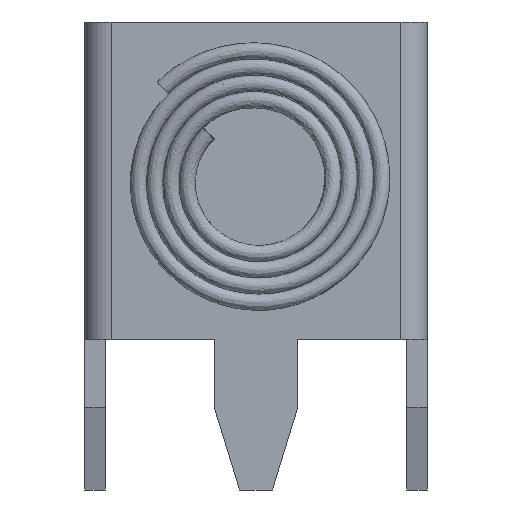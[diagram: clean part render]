
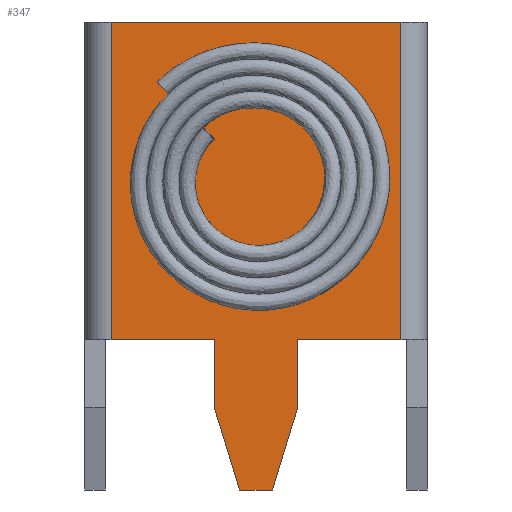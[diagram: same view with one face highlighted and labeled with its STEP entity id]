
A CAD part, front view. The second image highlights one B-rep face of the part: STEP entity #347.
In plain terms, the highlighted planar face has unit normal (0, -1, 0).
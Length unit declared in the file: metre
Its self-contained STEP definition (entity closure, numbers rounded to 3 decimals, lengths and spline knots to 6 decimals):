
#161 = EDGE_CURVE( '', #452, #453, #454, .T. );
#163 = EDGE_CURVE( '', #452, #453, #456, .T. );
#177 = EDGE_CURVE( '', #479, #480, #481, .T. );
#193 = EDGE_CURVE( '', #500, #507, #508, .T. );
#211 = EDGE_CURVE( '', #538, #487, #539, .T. );
#247 = EDGE_CURVE( '', #500, #479, #594, .T. );
#271 = EDGE_CURVE( '', #628, #504, #629, .T. );
#283 = EDGE_CURVE( '', #644, #538, #645, .T. );
#285 = EDGE_CURVE( '', #504, #644, #647, .T. );
#317 = EDGE_CURVE( '', #480, #628, #689, .T. );
#325 = EDGE_CURVE( '', #487, #699, #700, .T. );
#347 = ADVANCED_FACE( '', ( #726, #727 ), #728, .F. );
#385 = EDGE_CURVE( '', #507, #699, #775, .T. );
#452 = VERTEX_POINT( '', #840 );
#453 = VERTEX_POINT( '', #841 );
#454 = LINE( '', #842, #843 );
#456 = B_SPLINE_CURVE_WITH_KNOTS( '', 2, ( #846, #847, #848, #849, #850, #851, #852, #853, #854, #855, #856, #857, #858, #859, #860, #861, #862, #863, #864, #865, #866, #867, #868, #869, #870, #871, #872 ), .UNSPECIFIED., .F., .F., ( 3, 2, 2, 2, 2, 2, 2, 2, 2, 2, 2, 2, 2, 3 ), ( 0., 0.125, 0.25, 0.375, 0.4375, 0.5, 0.515625, 0.53125, 0.5625, 0.59375, 0.625, 0.75, 0.875, 1. ), .UNSPECIFIED. );
#479 = VERTEX_POINT( '', #902 );
#480 = VERTEX_POINT( '', #903 );
#481 = LINE( '', #904, #905 );
#487 = VERTEX_POINT( '', #912 );
#500 = VERTEX_POINT( '', #932 );
#504 = VERTEX_POINT( '', #937 );
#507 = VERTEX_POINT( '', #942 );
#508 = LINE( '', #943, #944 );
#538 = VERTEX_POINT( '', #989 );
#539 = LINE( '', #990, #991 );
#594 = LINE( '', #1060, #1061 );
#628 = VERTEX_POINT( '', #2029 );
#629 = LINE( '', #2030, #2031 );
#644 = VERTEX_POINT( '', #2053 );
#645 = LINE( '', #2054, #2055 );
#647 = LINE( '', #2058, #2059 );
#689 = LINE( '', #2122, #2123 );
#699 = VERTEX_POINT( '', #2138 );
#700 = LINE( '', #2139, #2140 );
#726 = FACE_OUTER_BOUND( '', #2182, .T. );
#727 = FACE_BOUND( '', #2183, .T. );
#728 = PLANE( '', #2184 );
#775 = LINE( '', #2261, #2262 );
#840 = CARTESIAN_POINT( '', ( -0.003002, 0.00025, 0.00787 ) );
#841 = CARTESIAN_POINT( '', ( -0.002655, 0.00025, 0.007509 ) );
#842 = CARTESIAN_POINT( '', ( -0.004581, 0.00025, 0.009512 ) );
#843 = VECTOR( '', #2350, 1. );
#846 = CARTESIAN_POINT( '', ( -0.003002, 0.00025, 0.00787 ) );
#847 = CARTESIAN_POINT( '', ( -0.002692, 0.00025, 0.008168 ) );
#848 = CARTESIAN_POINT( '', ( -0.002324, 0.00025, 0.008392 ) );
#849 = CARTESIAN_POINT( '', ( -0.001956, 0.00025, 0.008616 ) );
#850 = CARTESIAN_POINT( '', ( -0.001554, 0.00025, 0.008751 ) );
#851 = CARTESIAN_POINT( '', ( -0.001142, 0.00025, 0.008889 ) );
#852 = CARTESIAN_POINT( '', ( -0.000723, 0.00025, 0.008925 ) );
#853 = CARTESIAN_POINT( '', ( -0.000504, 0.00025, 0.008944 ) );
#854 = CARTESIAN_POINT( '', ( -0.000298, 0.00025, 0.008933 ) );
#855 = CARTESIAN_POINT( '', ( -0.000046, 0.00025, 0.008919 ) );
#856 = CARTESIAN_POINT( '', ( 0.000128, 0.00025, 0.008868 ) );
#857 = CARTESIAN_POINT( '', ( 0.000191, 0.00025, 0.00885 ) );
#858 = CARTESIAN_POINT( '', ( 0.000229, 0.00025, 0.00883 ) );
#859 = CARTESIAN_POINT( '', ( 0.00031, 0.00025, 0.008788 ) );
#860 = CARTESIAN_POINT( '', ( 0.000244, 0.00025, 0.008756 ) );
#861 = CARTESIAN_POINT( '', ( 0.000198, 0.00025, 0.008733 ) );
#862 = CARTESIAN_POINT( '', ( 0.000035, 0.00025, 0.008707 ) );
#863 = CARTESIAN_POINT( '', ( -0.000071, 0.00025, 0.008689 ) );
#864 = CARTESIAN_POINT( '', ( -0.000177, 0.00025, 0.008673 ) );
#865 = CARTESIAN_POINT( '', ( -0.000283, 0.00025, 0.008657 ) );
#866 = CARTESIAN_POINT( '', ( -0.00039, 0.00025, 0.008637 ) );
#867 = CARTESIAN_POINT( '', ( -0.000832, 0.00025, 0.008555 ) );
#868 = CARTESIAN_POINT( '', ( -0.001211, 0.00025, 0.008413 ) );
#869 = CARTESIAN_POINT( '', ( -0.001615, 0.00025, 0.008263 ) );
#870 = CARTESIAN_POINT( '', ( -0.001977, 0.00025, 0.008037 ) );
#871 = CARTESIAN_POINT( '', ( -0.002345, 0.00025, 0.007807 ) );
#872 = CARTESIAN_POINT( '', ( -0.002655, 0.00025, 0.007509 ) );
#902 = CARTESIAN_POINT( '', ( -0.004405, 0.00025, 0.000031 ) );
#903 = CARTESIAN_POINT( '', ( -0.00127, 0.00025, 0.000031 ) );
#904 = CARTESIAN_POINT( '', ( -0.004405, 0.00025, 0.000031 ) );
#905 = VECTOR( '', #2378, 1. );
#912 = CARTESIAN_POINT( '', ( 0.00127, 0.00025, 0.000031 ) );
#932 = CARTESIAN_POINT( '', ( -0.004405, 0.00025, 0.009681 ) );
#937 = CARTESIAN_POINT( '', ( -0.0005, 0.00025, -0.004539 ) );
#942 = CARTESIAN_POINT( '', ( 0.004405, 0.00025, 0.009681 ) );
#943 = CARTESIAN_POINT( '', ( -0.004405, 0.00025, 0.009681 ) );
#944 = VECTOR( '', #2404, 1. );
#989 = CARTESIAN_POINT( '', ( 0.00127, 0.00025, -0.002039 ) );
#990 = CARTESIAN_POINT( '', ( 0.00127, 0.00025, 0.000031 ) );
#991 = VECTOR( '', #2420, 1. );
#1060 = CARTESIAN_POINT( '', ( -0.004405, 0.00025, 0.009681 ) );
#1061 = VECTOR( '', #2522, 1. );
#2029 = CARTESIAN_POINT( '', ( -0.00127, 0.00025, -0.002039 ) );
#2030 = CARTESIAN_POINT( '', ( -0.00127, 0.00025, -0.002039 ) );
#2031 = VECTOR( '', #2546, 1. );
#2053 = CARTESIAN_POINT( '', ( 0.0005, 0.00025, -0.004539 ) );
#2054 = CARTESIAN_POINT( '', ( 0.00127, 0.00025, -0.002039 ) );
#2055 = VECTOR( '', #2566, 1. );
#2058 = CARTESIAN_POINT( '', ( 0.0005, 0.00025, -0.004539 ) );
#2059 = VECTOR( '', #2567, 1. );
#2122 = CARTESIAN_POINT( '', ( -0.00127, 0.00025, 0.000031 ) );
#2123 = VECTOR( '', #2626, 1. );
#2138 = CARTESIAN_POINT( '', ( 0.004405, 0.00025, 0.000031 ) );
#2139 = CARTESIAN_POINT( '', ( -0.004405, 0.00025, 0.000031 ) );
#2140 = VECTOR( '', #2637, 1. );
#2182 = EDGE_LOOP( '', ( #2660, #2661, #2662, #2663, #2664, #2665, #2666, #2667, #2668, #2669 ) );
#2183 = EDGE_LOOP( '', ( #2670, #2671 ) );
#2184 = AXIS2_PLACEMENT_3D( '', #2672, #2673, #2674 );
#2261 = CARTESIAN_POINT( '', ( 0.004405, 0.00025, 0.009681 ) );
#2262 = VECTOR( '', #2723, 1. );
#2350 = DIRECTION( '', ( 0.693, 0., -0.721 ) );
#2378 = DIRECTION( '', ( 1., 0., 0. ) );
#2404 = DIRECTION( '', ( 1., 0., 0. ) );
#2420 = DIRECTION( '', ( 0., 0., 1. ) );
#2522 = DIRECTION( '', ( 0., 0., -1. ) );
#2546 = DIRECTION( '', ( 0.294, 0., -0.956 ) );
#2566 = DIRECTION( '', ( 0.294, 0., 0.956 ) );
#2567 = DIRECTION( '', ( 1., 0., 0. ) );
#2626 = DIRECTION( '', ( 0., 0., -1. ) );
#2637 = DIRECTION( '', ( 1., 0., 0. ) );
#2660 = ORIENTED_EDGE( '', *, *, #177, .T. );
#2661 = ORIENTED_EDGE( '', *, *, #317, .T. );
#2662 = ORIENTED_EDGE( '', *, *, #271, .T. );
#2663 = ORIENTED_EDGE( '', *, *, #285, .T. );
#2664 = ORIENTED_EDGE( '', *, *, #283, .T. );
#2665 = ORIENTED_EDGE( '', *, *, #211, .T. );
#2666 = ORIENTED_EDGE( '', *, *, #325, .T. );
#2667 = ORIENTED_EDGE( '', *, *, #385, .F. );
#2668 = ORIENTED_EDGE( '', *, *, #193, .F. );
#2669 = ORIENTED_EDGE( '', *, *, #247, .T. );
#2670 = ORIENTED_EDGE( '', *, *, #161, .F. );
#2671 = ORIENTED_EDGE( '', *, *, #163, .T. );
#2672 = CARTESIAN_POINT( '', ( -0.004405, 0.00025, 0.009681 ) );
#2673 = DIRECTION( '', ( 0., 1., 0. ) );
#2674 = DIRECTION( '', ( 1., 0., 0. ) );
#2723 = DIRECTION( '', ( 0., 0., -1. ) );
